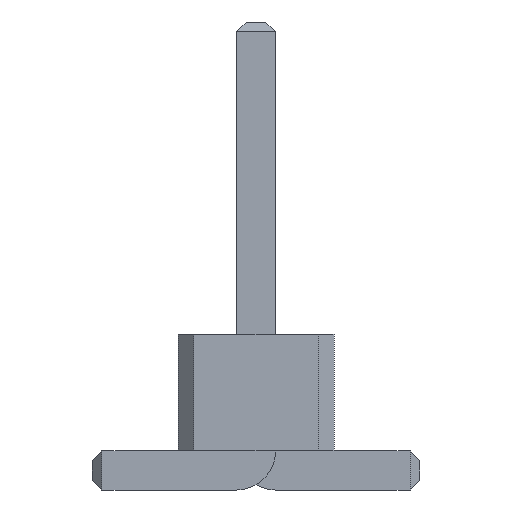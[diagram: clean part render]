
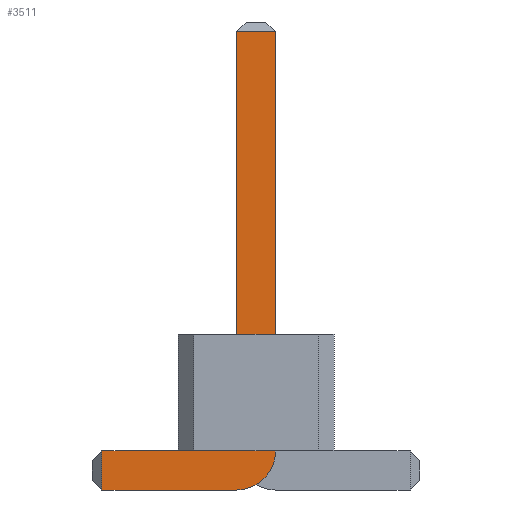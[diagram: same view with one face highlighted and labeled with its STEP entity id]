
A CAD part, front view. The second image highlights one B-rep face of the part: STEP entity #3511.
In plain terms, the highlighted planar face has unit normal (0, -1, 0).
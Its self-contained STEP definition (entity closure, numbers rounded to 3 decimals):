
#13=DIRECTION('',(0.,0.,1.));
#27=VECTOR('',#13,1.);
#56=DIRECTION('',(0.,-1.,0.));
#67=DIRECTION('',(1.,0.,0.));
#725=VECTOR('',#67,1.);
#778=DIRECTION('',(-1.,0.,0.));
#1553=VECTOR('',#778,1.);
#1562=DIRECTION('',(0.,0.,-1.));
#1579=VECTOR('',#1562,1.);
#3366=DIRECTION('',(0.,-1.,0.));
#3367=DIRECTION('',(-1.,0.,0.));
#3374=VERTEX_POINT('',#3375);
#3375=CARTESIAN_POINT('',(-1.975,-11.25,0.));
#3377=ORIENTED_EDGE('',*,*,#3378,.T.);
#3378=EDGE_CURVE('',#3374,#3379,#3381,.T.);
#3379=VERTEX_POINT('',#3380);
#3380=CARTESIAN_POINT('',(-0.25,-11.25,0.));
#3381=LINE('',#3382,#725);
#3382=CARTESIAN_POINT('',(-2.1,-11.25,0.));
#3414=VERTEX_POINT('',#3415);
#3415=CARTESIAN_POINT('',(0.25,-11.25,0.5));
#3418=EDGE_CURVE('',#3379,#3414,#3419,.T.);
#3419=CIRCLE('',#3420,0.5);
#3420=AXIS2_PLACEMENT_3D('',#3421,#56,#1562);
#3421=CARTESIAN_POINT('',(-0.25,-11.25,0.5));
#3429=VERTEX_POINT('',#3421);
#3431=ORIENTED_EDGE('',*,*,#3432,.T.);
#3432=EDGE_CURVE('',#3429,#3433,#3435,.T.);
#3433=VERTEX_POINT('',#3434);
#3434=CARTESIAN_POINT('',(-1.975,-11.25,0.5));
#3435=LINE('',#3421,#1553);
#3445=ORIENTED_EDGE('',*,*,#3446,.T.);
#3446=EDGE_CURVE('',#3414,#3447,#3449,.T.);
#3447=VERTEX_POINT('',#3448);
#3448=CARTESIAN_POINT('',(0.25,-11.25,5.875));
#3449=LINE('',#3450,#27);
#3450=CARTESIAN_POINT('',(0.25,-11.25,0.));
#3462=VERTEX_POINT('',#3463);
#3463=CARTESIAN_POINT('',(-0.25,-11.25,5.875));
#3465=ORIENTED_EDGE('',*,*,#3466,.T.);
#3466=EDGE_CURVE('',#3462,#3429,#3467,.T.);
#3467=LINE('',#3468,#1579);
#3468=CARTESIAN_POINT('',(-0.25,-11.25,6.));
#3511=ADVANCED_FACE('',(#3512),#3521,.T.);
#3512=FACE_BOUND('',#3513,.T.);
#3513=EDGE_LOOP('',(#3377,#3514,#3445,#3515,#3465,#3431,#3518));
#3514=ORIENTED_EDGE('',*,*,#3418,.T.);
#3515=ORIENTED_EDGE('',*,*,#3516,.T.);
#3516=EDGE_CURVE('',#3447,#3462,#3517,.T.);
#3517=LINE('',#3448,#1553);
#3518=ORIENTED_EDGE('',*,*,#3519,.T.);
#3519=EDGE_CURVE('',#3433,#3374,#3520,.T.);
#3520=LINE('',#3434,#1579);
#3521=PLANE('',#3522);
#3522=AXIS2_PLACEMENT_3D('',#3523,#3366,#3367);
#3523=CARTESIAN_POINT('',(-0.316,-11.25,2.391));
